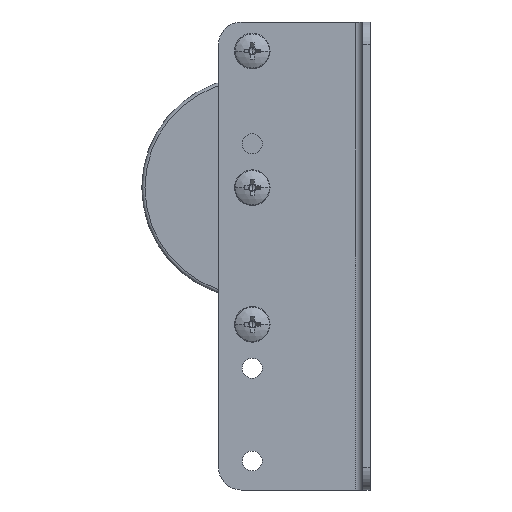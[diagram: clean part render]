
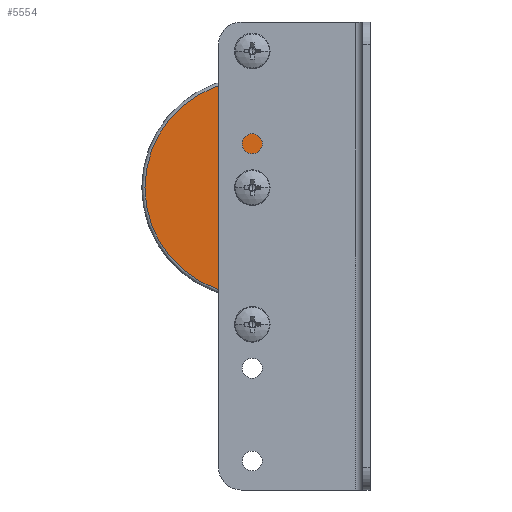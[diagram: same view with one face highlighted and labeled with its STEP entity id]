
A CAD part, left-side view. The second image highlights one B-rep face of the part: STEP entity #5554.
In plain terms, the highlighted face is planar.
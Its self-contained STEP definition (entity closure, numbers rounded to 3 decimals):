
#76 = DIRECTION ( 'NONE',  ( 0., -1., 0. ) ) ;
#407 = CARTESIAN_POINT ( 'NONE',  ( 0., 6.5, 4.15 ) ) ;
#632 = AXIS2_PLACEMENT_3D ( 'NONE', #407, #9751, #2097 ) ;
#890 = DIRECTION ( 'NONE',  ( 0., 0., -1. ) ) ;
#915 = CARTESIAN_POINT ( 'NONE',  ( 0., 6.5, 0. ) ) ;
#1030 = DIRECTION ( 'NONE',  ( 0., 0., -1. ) ) ;
#1104 = CIRCLE ( 'NONE', #10458, 4.15 ) ;
#1121 = VERTEX_POINT ( 'NONE', #6294 ) ;
#1123 = DIRECTION ( 'NONE',  ( 0., 0., -1. ) ) ;
#1202 = DIRECTION ( 'NONE',  ( 0., 1., 0. ) ) ;
#1301 = EDGE_CURVE ( 'NONE', #5322, #9143, #1104, .T. ) ;
#1567 = EDGE_LOOP ( 'NONE', ( #5719, #8976 ) ) ;
#1802 = CARTESIAN_POINT ( 'NONE',  ( 0., 6.5, 4.15 ) ) ;
#1955 = FACE_OUTER_BOUND ( 'NONE', #1567, .T. ) ;
#2046 = ORIENTED_EDGE ( 'NONE', *, *, #1301, .T. ) ;
#2097 = DIRECTION ( 'NONE',  ( 0., 0., -1. ) ) ;
#3077 = EDGE_LOOP ( 'NONE', ( #9325, #2046 ) ) ;
#3282 = DIRECTION ( 'NONE',  ( 0., 1., 0. ) ) ;
#4742 = EDGE_CURVE ( 'NONE', #5996, #1121, #7416, .T. ) ;
#4961 = AXIS2_PLACEMENT_3D ( 'NONE', #5694, #3282, #6563 ) ;
#4973 = CIRCLE ( 'NONE', #8168, 4.15 ) ;
#5262 = DIRECTION ( 'NONE',  ( 0., -1., 0. ) ) ;
#5322 = VERTEX_POINT ( 'NONE', #1802 ) ;
#5554 = ADVANCED_FACE ( 'NONE', ( #1955, #10580 ), #9713, .F. ) ;
#5640 = CARTESIAN_POINT ( 'NONE',  ( 0., 6.5, 28.65 ) ) ;
#5694 = CARTESIAN_POINT ( 'NONE',  ( 0., 6.5, 0. ) ) ;
#5719 = ORIENTED_EDGE ( 'NONE', *, *, #8800, .T. ) ;
#5996 = VERTEX_POINT ( 'NONE', #5640 ) ;
#6080 = EDGE_CURVE ( 'NONE', #9143, #5322, #4973, .T. ) ;
#6262 = CARTESIAN_POINT ( 'NONE',  ( 0., 6.5, 0. ) ) ;
#6279 = CIRCLE ( 'NONE', #4961, 28.65 ) ;
#6294 = CARTESIAN_POINT ( 'NONE',  ( 0., 6.5, -28.65 ) ) ;
#6563 = DIRECTION ( 'NONE',  ( 0., 0., -1. ) ) ;
#6692 = CARTESIAN_POINT ( 'NONE',  ( 0., 6.5, 0. ) ) ;
#7416 = CIRCLE ( 'NONE', #9397, 28.65 ) ;
#8168 = AXIS2_PLACEMENT_3D ( 'NONE', #6692, #76, #890 ) ;
#8800 = EDGE_CURVE ( 'NONE', #1121, #5996, #6279, .T. ) ;
#8976 = ORIENTED_EDGE ( 'NONE', *, *, #4742, .T. ) ;
#9143 = VERTEX_POINT ( 'NONE', #10842 ) ;
#9325 = ORIENTED_EDGE ( 'NONE', *, *, #6080, .T. ) ;
#9397 = AXIS2_PLACEMENT_3D ( 'NONE', #6262, #1202, #1123 ) ;
#9713 = PLANE ( 'NONE',  #632 ) ;
#9751 = DIRECTION ( 'NONE',  ( 0., -1., 0. ) ) ;
#10458 = AXIS2_PLACEMENT_3D ( 'NONE', #915, #5262, #1030 ) ;
#10580 = FACE_BOUND ( 'NONE', #3077, .T. ) ;
#10842 = CARTESIAN_POINT ( 'NONE',  ( 0., 6.5, -4.15 ) ) ;
